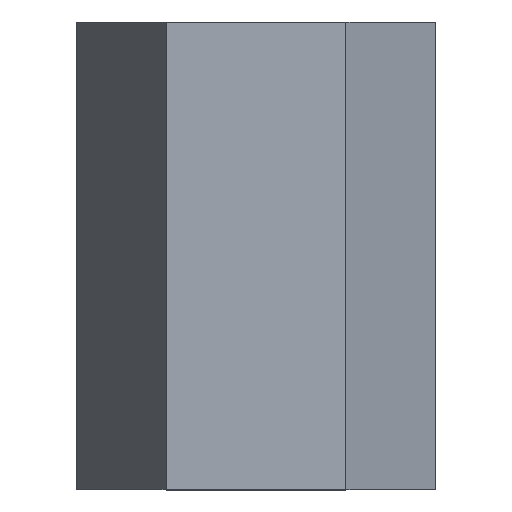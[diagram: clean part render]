
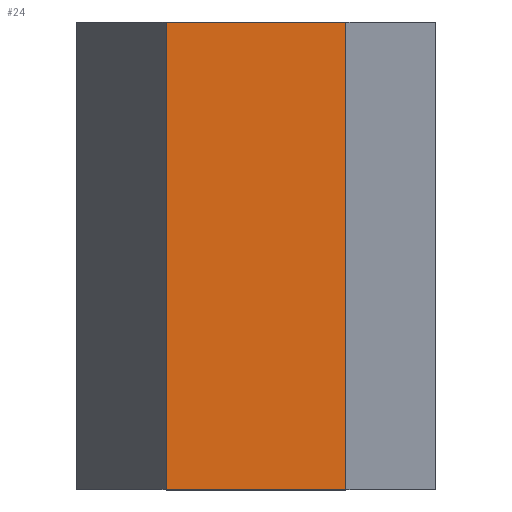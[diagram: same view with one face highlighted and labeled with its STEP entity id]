
A CAD part, top view. The second image highlights one B-rep face of the part: STEP entity #24.
In plain terms, the highlighted planar face has unit normal (0, 0, 1).
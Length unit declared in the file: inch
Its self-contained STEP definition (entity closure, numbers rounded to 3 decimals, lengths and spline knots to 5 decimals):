
#1 = ORIENTED_EDGE ( 'NONE', *, *, #9, .T. ) ;
#9 = EDGE_CURVE ( 'NONE', #380, #191, #142, .T. ) ;
#24 = ADVANCED_FACE ( 'NONE', ( #257 ), #331, .F. ) ;
#37 = VECTOR ( 'NONE', #77, 39.37008 ) ;
#39 = DIRECTION ( 'NONE',  ( -1., 0., 0. ) ) ;
#76 = DIRECTION ( 'NONE',  ( 0., 0., -1. ) ) ;
#77 = DIRECTION ( 'NONE',  ( 0., -1., 0. ) ) ;
#103 = CARTESIAN_POINT ( 'NONE',  ( 0.14434, 0.75, 0.25 ) ) ;
#132 = AXIS2_PLACEMENT_3D ( 'NONE', #409, #76, #39 ) ;
#133 = DIRECTION ( 'NONE',  ( 1., 0., 0. ) ) ;
#141 = CARTESIAN_POINT ( 'NONE',  ( -0.14434, 0., 0.25 ) ) ;
#142 = LINE ( 'NONE', #370, #37 ) ;
#185 = LINE ( 'NONE', #536, #397 ) ;
#191 = VERTEX_POINT ( 'NONE', #296 ) ;
#222 = ORIENTED_EDGE ( 'NONE', *, *, #325, .F. ) ;
#251 = VECTOR ( 'NONE', #133, 39.37008 ) ;
#257 = FACE_OUTER_BOUND ( 'NONE', #366, .T. ) ;
#263 = LINE ( 'NONE', #480, #476 ) ;
#265 = DIRECTION ( 'NONE',  ( 0., -1., 0. ) ) ;
#296 = CARTESIAN_POINT ( 'NONE',  ( -0.14434, 0., 0.25 ) ) ;
#301 = CARTESIAN_POINT ( 'NONE',  ( -0.14434, 0.75, 0.25 ) ) ;
#306 = CARTESIAN_POINT ( 'NONE',  ( 0.14434, 0., 0.25 ) ) ;
#325 = EDGE_CURVE ( 'NONE', #484, #419, #263, .T. ) ;
#331 = PLANE ( 'NONE',  #132 ) ;
#345 = EDGE_CURVE ( 'NONE', #191, #419, #379, .T. ) ;
#366 = EDGE_LOOP ( 'NONE', ( #404, #222, #508, #1 ) ) ;
#370 = CARTESIAN_POINT ( 'NONE',  ( -0.14434, 0.75, 0.25 ) ) ;
#379 = LINE ( 'NONE', #141, #251 ) ;
#380 = VERTEX_POINT ( 'NONE', #301 ) ;
#397 = VECTOR ( 'NONE', #452, 39.37008 ) ;
#404 = ORIENTED_EDGE ( 'NONE', *, *, #345, .T. ) ;
#409 = CARTESIAN_POINT ( 'NONE',  ( -0.14434, 0.75, 0.25 ) ) ;
#419 = VERTEX_POINT ( 'NONE', #306 ) ;
#452 = DIRECTION ( 'NONE',  ( 1., 0., 0. ) ) ;
#476 = VECTOR ( 'NONE', #265, 39.37008 ) ;
#480 = CARTESIAN_POINT ( 'NONE',  ( 0.14434, 0.75, 0.25 ) ) ;
#484 = VERTEX_POINT ( 'NONE', #103 ) ;
#508 = ORIENTED_EDGE ( 'NONE', *, *, #527, .F. ) ;
#527 = EDGE_CURVE ( 'NONE', #380, #484, #185, .T. ) ;
#536 = CARTESIAN_POINT ( 'NONE',  ( -0.14434, 0.75, 0.25 ) ) ;
